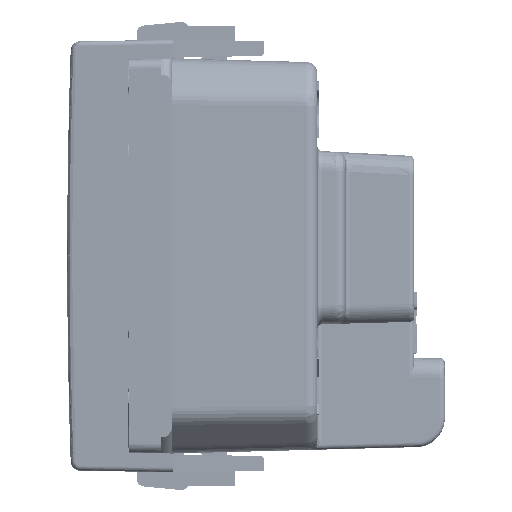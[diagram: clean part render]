
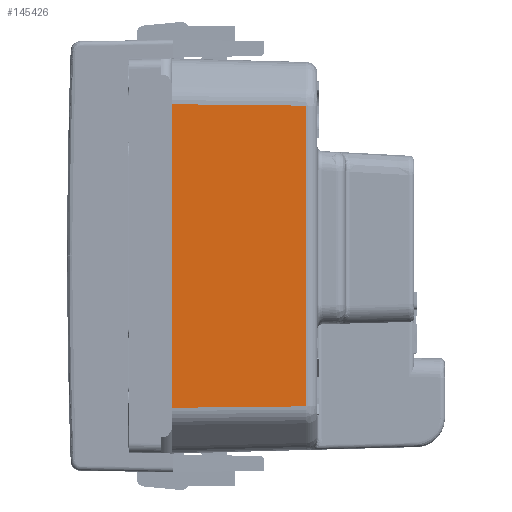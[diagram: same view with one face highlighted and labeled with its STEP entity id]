
A CAD part, left-side view. The second image highlights one B-rep face of the part: STEP entity #145426.
In plain terms, the highlighted face is planar.
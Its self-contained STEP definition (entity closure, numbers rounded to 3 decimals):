
#1061 = DIRECTION ( 'NONE',  ( 0., -1., 0. ) ) ;
#6225 = ORIENTED_EDGE ( 'NONE', *, *, #87916, .T. ) ;
#7541 = CARTESIAN_POINT ( 'NONE',  ( 33.075, 17.405, 41.7 ) ) ;
#7924 = EDGE_CURVE ( 'NONE', #120845, #149663, #158115, .T. ) ;
#10496 = CARTESIAN_POINT ( 'NONE',  ( 33.075, -17.381, 41.7 ) ) ;
#11693 = ORIENTED_EDGE ( 'NONE', *, *, #148179, .T. ) ;
#20976 = VERTEX_POINT ( 'NONE', #7541 ) ;
#23144 = VERTEX_POINT ( 'NONE', #39252 ) ;
#23251 = ORIENTED_EDGE ( 'NONE', *, *, #7924, .F. ) ;
#32084 = LINE ( 'NONE', #138560, #90130 ) ;
#34522 = CARTESIAN_POINT ( 'NONE',  ( 33.071, 15.713, 41.53 ) ) ;
#34701 = LINE ( 'NONE', #108058, #83796 ) ;
#38319 = EDGE_CURVE ( 'NONE', #51113, #23144, #34701, .T. ) ;
#39252 = CARTESIAN_POINT ( 'NONE',  ( 32.713, 15.565, 27.869 ) ) ;
#39943 = FACE_OUTER_BOUND ( 'NONE', #179766, .T. ) ;
#43696 = CARTESIAN_POINT ( 'NONE',  ( 33.075, 0., 41.7 ) ) ;
#45876 = VERTEX_POINT ( 'NONE', #122189 ) ;
#50727 = DIRECTION ( 'NONE',  ( 0., -1., 0. ) ) ;
#51113 = VERTEX_POINT ( 'NONE', #85194 ) ;
#62212 = VECTOR ( 'NONE', #1061, 1000. ) ;
#63093 = VERTEX_POINT ( 'NONE', #111470 ) ;
#71455 = VECTOR ( 'NONE', #86588, 1000. ) ;
#74980 = EDGE_CURVE ( 'NONE', #120845, #20976, #81232, .T. ) ;
#76004 = LINE ( 'NONE', #156988, #71455 ) ;
#76531 = ORIENTED_EDGE ( 'NONE', *, *, #74980, .T. ) ;
#76571 = VECTOR ( 'NONE', #147920, 1000. ) ;
#81061 = LINE ( 'NONE', #34522, #76571 ) ;
#81111 = DIRECTION ( 'NONE',  ( 1., 0., -0.026 ) ) ;
#81232 =( BOUNDED_CURVE ( )  B_SPLINE_CURVE ( 3, ( #152806, #97413, #111788, #96794 ),
 .UNSPECIFIED., .F., .F. ) 
 B_SPLINE_CURVE_WITH_KNOTS ( ( 4, 4 ),
 ( 4.75, 4.776 ),
 .UNSPECIFIED. ) 
 CURVE ( )  GEOMETRIC_REPRESENTATION_ITEM ( )  RATIONAL_B_SPLINE_CURVE ( ( 1., 1., 1., 1. ) ) 
 REPRESENTATION_ITEM ( '' )  );
#81712 = CARTESIAN_POINT ( 'NONE',  ( 33.075, 0., 41.7 ) ) ;
#83796 = VECTOR ( 'NONE', #182231, 1000. ) ;
#85194 = CARTESIAN_POINT ( 'NONE',  ( 32.713, -15.565, 27.869 ) ) ;
#86588 = DIRECTION ( 'NONE',  ( 0., 1., 0. ) ) ;
#87916 = EDGE_CURVE ( 'NONE', #20976, #45876, #32084, .T. ) ;
#88607 = ORIENTED_EDGE ( 'NONE', *, *, #104502, .T. ) ;
#90130 = VECTOR ( 'NONE', #50727, 1000. ) ;
#96794 = CARTESIAN_POINT ( 'NONE',  ( 33.075, 17.405, 41.7 ) ) ;
#97279 = ORIENTED_EDGE ( 'NONE', *, *, #160894, .T. ) ;
#97413 = CARTESIAN_POINT ( 'NONE',  ( 33.075, 17.381, 41.7 ) ) ;
#98589 = CARTESIAN_POINT ( 'NONE',  ( 33.075, -17.393, 41.7 ) ) ;
#102499 = AXIS2_PLACEMENT_3D ( 'NONE', #81712, #81111, #124725 ) ;
#104502 = EDGE_CURVE ( 'NONE', #23144, #149663, #81061, .T. ) ;
#106566 = ORIENTED_EDGE ( 'NONE', *, *, #38319, .T. ) ;
#108058 = CARTESIAN_POINT ( 'NONE',  ( 32.713, 0., 27.869 ) ) ;
#108073 = ORIENTED_EDGE ( 'NONE', *, *, #122885, .T. ) ;
#111470 = CARTESIAN_POINT ( 'NONE',  ( 33.075, -15.715, 41.7 ) ) ;
#111788 = CARTESIAN_POINT ( 'NONE',  ( 33.075, 17.393, 41.7 ) ) ;
#120845 = VERTEX_POINT ( 'NONE', #141659 ) ;
#122189 = CARTESIAN_POINT ( 'NONE',  ( 33.075, -17.405, 41.7 ) ) ;
#122885 = EDGE_CURVE ( 'NONE', #63093, #51113, #140825, .T. ) ;
#124725 = DIRECTION ( 'NONE',  ( -0.026, 0., -1. ) ) ;
#126008 = CARTESIAN_POINT ( 'NONE',  ( 33.075, -17.368, 41.7 ) ) ;
#130788 = DIRECTION ( 'NONE',  ( -0.026, 0.011, -1. ) ) ;
#131899 = VECTOR ( 'NONE', #130788, 1000. ) ;
#136759 = CARTESIAN_POINT ( 'NONE',  ( 33.075, -17.368, 41.7 ) ) ;
#138560 = CARTESIAN_POINT ( 'NONE',  ( 33.075, 33., 41.7 ) ) ;
#140825 = LINE ( 'NONE', #145673, #131899 ) ;
#140844 = CARTESIAN_POINT ( 'NONE',  ( 33.075, -17.405, 41.7 ) ) ;
#141659 = CARTESIAN_POINT ( 'NONE',  ( 33.075, 17.368, 41.7 ) ) ;
#145426 = ADVANCED_FACE ( 'NONE', ( #39943 ), #167121, .T. ) ;
#145673 = CARTESIAN_POINT ( 'NONE',  ( 33.071, -15.713, 41.53 ) ) ;
#147920 = DIRECTION ( 'NONE',  ( 0.026, 0.011, 1. ) ) ;
#148179 = EDGE_CURVE ( 'NONE', #163232, #63093, #76004, .T. ) ;
#149663 = VERTEX_POINT ( 'NONE', #182284 ) ;
#152806 = CARTESIAN_POINT ( 'NONE',  ( 33.075, 17.368, 41.7 ) ) ;
#154148 =( BOUNDED_CURVE ( )  B_SPLINE_CURVE ( 3, ( #140844, #98589, #10496, #126008 ),
 .UNSPECIFIED., .F., .F. ) 
 B_SPLINE_CURVE_WITH_KNOTS ( ( 4, 4 ),
 ( 1.507, 1.533 ),
 .UNSPECIFIED. ) 
 CURVE ( )  GEOMETRIC_REPRESENTATION_ITEM ( )  RATIONAL_B_SPLINE_CURVE ( ( 1., 1., 1., 1. ) ) 
 REPRESENTATION_ITEM ( '' )  );
#156988 = CARTESIAN_POINT ( 'NONE',  ( 33.075, 0., 41.7 ) ) ;
#158115 = LINE ( 'NONE', #43696, #62212 ) ;
#160894 = EDGE_CURVE ( 'NONE', #45876, #163232, #154148, .T. ) ;
#163232 = VERTEX_POINT ( 'NONE', #136759 ) ;
#167121 = PLANE ( 'NONE',  #102499 ) ;
#179766 = EDGE_LOOP ( 'NONE', ( #6225, #97279, #11693, #108073, #106566, #88607, #23251, #76531 ) ) ;
#182231 = DIRECTION ( 'NONE',  ( 0., 1., 0. ) ) ;
#182284 = CARTESIAN_POINT ( 'NONE',  ( 33.075, 15.715, 41.7 ) ) ;
